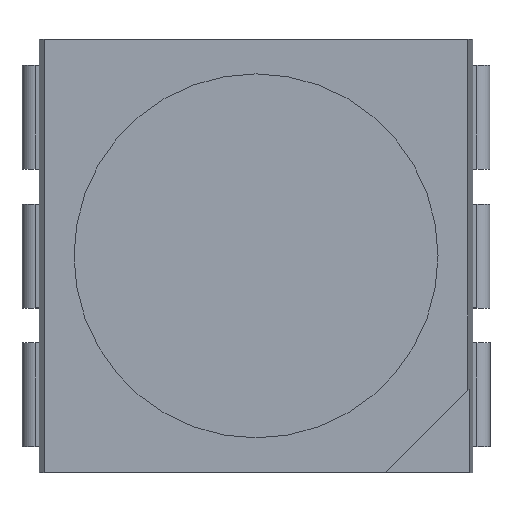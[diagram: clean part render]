
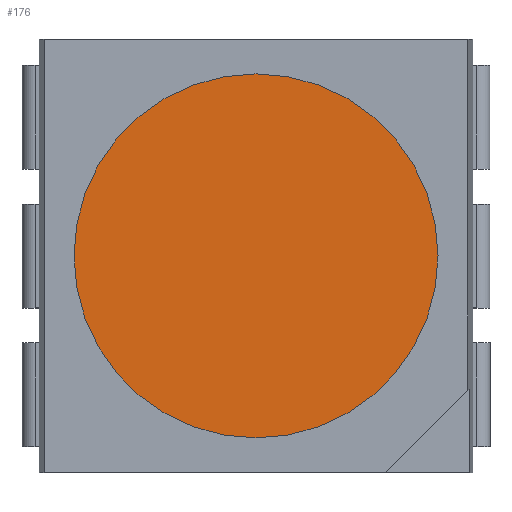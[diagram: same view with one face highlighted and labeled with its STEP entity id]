
A CAD part, top view. The second image highlights one B-rep face of the part: STEP entity #176.
In plain terms, the highlighted planar face has unit normal (0, 0, 1).
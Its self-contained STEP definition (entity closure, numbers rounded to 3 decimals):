
#159 = ORIENTED_EDGE ( 'NONE', *, *, #700, .T. ) ;
#176 = ADVANCED_FACE ( 'NONE', ( #2112 ), #5795, .T. ) ;
#399 = DIRECTION ( 'NONE',  ( 1., 0., 0. ) ) ;
#700 = EDGE_CURVE ( 'NONE', #990, #2073, #2683, .T. ) ;
#990 = VERTEX_POINT ( 'NONE', #4067 ) ;
#1395 = CARTESIAN_POINT ( 'NONE',  ( 256.087, 150.884, 1.556 ) ) ;
#1555 = CARTESIAN_POINT ( 'NONE',  ( 256.087, 152.984, 1.556 ) ) ;
#1897 = DIRECTION ( 'NONE',  ( 1., 0., 0. ) ) ;
#2073 = VERTEX_POINT ( 'NONE', #1555 ) ;
#2112 = FACE_OUTER_BOUND ( 'NONE', #5558, .T. ) ;
#2628 = AXIS2_PLACEMENT_3D ( 'NONE', #5838, #3857, #6267 ) ;
#2630 = ORIENTED_EDGE ( 'NONE', *, *, #6142, .T. ) ;
#2683 = CIRCLE ( 'NONE', #3127, 2.1 ) ;
#2907 = DIRECTION ( 'NONE',  ( 0., 0., 1. ) ) ;
#3127 = AXIS2_PLACEMENT_3D ( 'NONE', #1395, #3812, #1897 ) ;
#3585 = AXIS2_PLACEMENT_3D ( 'NONE', #5820, #2907, #399 ) ;
#3812 = DIRECTION ( 'NONE',  ( 0., 0., 1. ) ) ;
#3857 = DIRECTION ( 'NONE',  ( 0., 0., 1. ) ) ;
#4067 = CARTESIAN_POINT ( 'NONE',  ( 256.087, 148.784, 1.556 ) ) ;
#5289 = CIRCLE ( 'NONE', #3585, 2.1 ) ;
#5558 = EDGE_LOOP ( 'NONE', ( #159, #2630 ) ) ;
#5795 = PLANE ( 'NONE',  #2628 ) ;
#5820 = CARTESIAN_POINT ( 'NONE',  ( 256.087, 150.884, 1.556 ) ) ;
#5838 = CARTESIAN_POINT ( 'NONE',  ( 258.187, 148.784, 1.556 ) ) ;
#6142 = EDGE_CURVE ( 'NONE', #2073, #990, #5289, .T. ) ;
#6267 = DIRECTION ( 'NONE',  ( 1., 0., 0. ) ) ;
